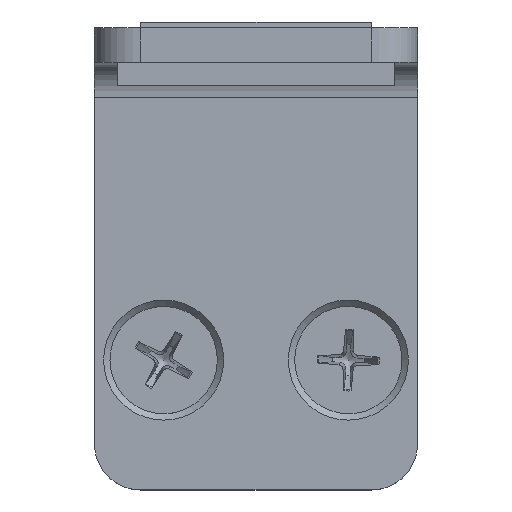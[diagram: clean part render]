
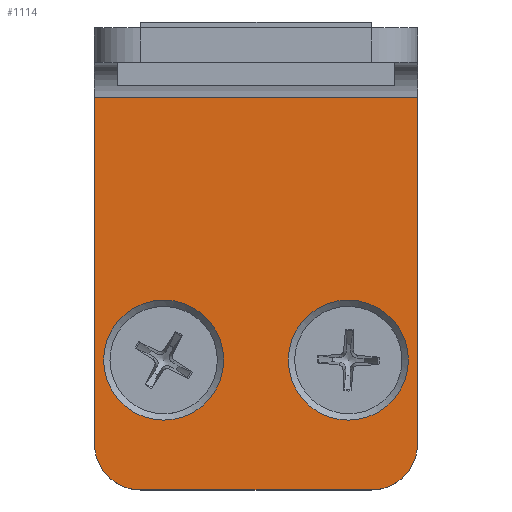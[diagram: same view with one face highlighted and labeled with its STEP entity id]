
A CAD part, top view. The second image highlights one B-rep face of the part: STEP entity #1114.
In plain terms, the highlighted planar face has unit normal (0, 0, 1).
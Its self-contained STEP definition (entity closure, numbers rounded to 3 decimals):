
#82=FACE_BOUND('',#218,.T.);
#83=FACE_BOUND('',#219,.T.);
#96=PLANE('',#1308);
#151=FACE_OUTER_BOUND('',#217,.T.);
#217=EDGE_LOOP('',(#849,#850,#851,#852,#853,#854));
#218=EDGE_LOOP('',(#855,#856));
#219=EDGE_LOOP('',(#857,#858));
#271=LINE('',#1779,#350);
#277=LINE('',#1796,#356);
#293=LINE('',#1843,#372);
#294=LINE('',#1845,#373);
#350=VECTOR('',#1442,10.);
#356=VECTOR('',#1458,10.);
#372=VECTOR('',#1512,10.);
#373=VECTOR('',#1515,10.);
#421=CIRCLE('',#1266,5.2);
#422=CIRCLE('',#1267,5.2);
#426=CIRCLE('',#1273,5.2);
#427=CIRCLE('',#1274,5.2);
#431=CIRCLE('',#1280,4.);
#434=CIRCLE('',#1286,4.);
#478=VERTEX_POINT('',#1738);
#479=VERTEX_POINT('',#1739);
#483=VERTEX_POINT('',#1752);
#484=VERTEX_POINT('',#1753);
#488=VERTEX_POINT('',#1766);
#489=VERTEX_POINT('',#1767);
#493=VERTEX_POINT('',#1777);
#497=VERTEX_POINT('',#1789);
#498=VERTEX_POINT('',#1790);
#499=VERTEX_POINT('',#1795);
#587=EDGE_CURVE('',#478,#479,#421,.T.);
#588=EDGE_CURVE('',#479,#478,#422,.T.);
#594=EDGE_CURVE('',#483,#484,#426,.T.);
#595=EDGE_CURVE('',#484,#483,#427,.T.);
#601=EDGE_CURVE('',#488,#489,#431,.T.);
#607=EDGE_CURVE('',#493,#488,#271,.T.);
#612=EDGE_CURVE('',#497,#498,#434,.T.);
#615=EDGE_CURVE('',#498,#499,#277,.T.);
#639=EDGE_CURVE('',#493,#499,#293,.T.);
#640=EDGE_CURVE('',#489,#497,#294,.T.);
#849=ORIENTED_EDGE('',*,*,#601,.F.);
#850=ORIENTED_EDGE('',*,*,#607,.F.);
#851=ORIENTED_EDGE('',*,*,#639,.T.);
#852=ORIENTED_EDGE('',*,*,#615,.F.);
#853=ORIENTED_EDGE('',*,*,#612,.F.);
#854=ORIENTED_EDGE('',*,*,#640,.F.);
#855=ORIENTED_EDGE('',*,*,#587,.T.);
#856=ORIENTED_EDGE('',*,*,#588,.T.);
#857=ORIENTED_EDGE('',*,*,#594,.T.);
#858=ORIENTED_EDGE('',*,*,#595,.T.);
#1114=ADVANCED_FACE('',(#151,#82,#83),#96,.T.);
#1266=AXIS2_PLACEMENT_3D('',#1740,#1400,#1401);
#1267=AXIS2_PLACEMENT_3D('',#1741,#1402,#1403);
#1273=AXIS2_PLACEMENT_3D('',#1754,#1416,#1417);
#1274=AXIS2_PLACEMENT_3D('',#1755,#1418,#1419);
#1280=AXIS2_PLACEMENT_3D('',#1768,#1432,#1433);
#1286=AXIS2_PLACEMENT_3D('',#1791,#1452,#1453);
#1308=AXIS2_PLACEMENT_3D('',#1846,#1516,#1517);
#1400=DIRECTION('center_axis',(0.,0.,-1.));
#1401=DIRECTION('ref_axis',(1.,0.,0.));
#1402=DIRECTION('center_axis',(0.,0.,-1.));
#1403=DIRECTION('ref_axis',(1.,0.,0.));
#1416=DIRECTION('center_axis',(0.,0.,-1.));
#1417=DIRECTION('ref_axis',(1.,0.,0.));
#1418=DIRECTION('center_axis',(0.,0.,-1.));
#1419=DIRECTION('ref_axis',(1.,0.,0.));
#1432=DIRECTION('center_axis',(0.,0.,-1.));
#1433=DIRECTION('ref_axis',(0.707,-0.707,0.));
#1442=DIRECTION('',(0.,-1.,0.));
#1452=DIRECTION('center_axis',(0.,0.,-1.));
#1453=DIRECTION('ref_axis',(-0.707,-0.707,0.));
#1458=DIRECTION('',(0.,1.,0.));
#1512=DIRECTION('',(-1.,0.,0.));
#1515=DIRECTION('',(-1.,0.,0.));
#1516=DIRECTION('center_axis',(0.,0.,1.));
#1517=DIRECTION('ref_axis',(1.,0.,0.));
#1738=CARTESIAN_POINT('',(-2.8,0.,3.));
#1739=CARTESIAN_POINT('',(-13.2,0.,3.));
#1740=CARTESIAN_POINT('Origin',(-8.,0.,3.));
#1741=CARTESIAN_POINT('Origin',(-8.,0.,3.));
#1752=CARTESIAN_POINT('',(13.2,0.,3.));
#1753=CARTESIAN_POINT('',(2.8,0.,3.));
#1754=CARTESIAN_POINT('Origin',(8.,0.,3.));
#1755=CARTESIAN_POINT('Origin',(8.,0.,3.));
#1766=CARTESIAN_POINT('',(14.,-7.25,3.));
#1767=CARTESIAN_POINT('',(10.,-11.25,3.));
#1768=CARTESIAN_POINT('Origin',(10.,-7.25,3.));
#1777=CARTESIAN_POINT('',(14.,22.75,3.));
#1779=CARTESIAN_POINT('',(14.,-11.25,3.));
#1789=CARTESIAN_POINT('',(-10.,-11.25,3.));
#1790=CARTESIAN_POINT('',(-14.,-7.25,3.));
#1791=CARTESIAN_POINT('Origin',(-10.,-7.25,3.));
#1795=CARTESIAN_POINT('',(-14.,22.75,3.));
#1796=CARTESIAN_POINT('',(-14.,28.75,3.));
#1843=CARTESIAN_POINT('',(-7.,22.75,3.));
#1845=CARTESIAN_POINT('',(-14.,-11.25,3.));
#1846=CARTESIAN_POINT('Origin',(0.,8.75,3.));
